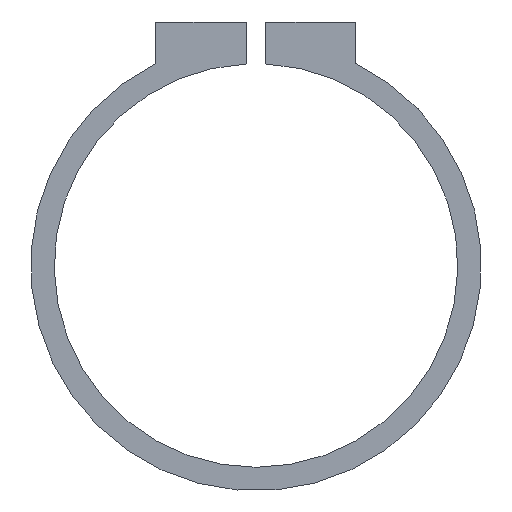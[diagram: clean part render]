
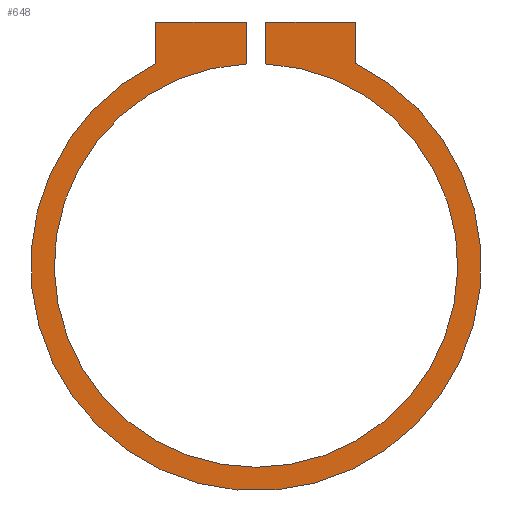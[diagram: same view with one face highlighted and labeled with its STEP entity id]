
A CAD part, front view. The second image highlights one B-rep face of the part: STEP entity #648.
In plain terms, the highlighted planar face has unit normal (0, -1, 0).
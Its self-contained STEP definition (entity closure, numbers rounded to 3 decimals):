
#75=LINE('',#1027,#151);
#82=LINE('',#1040,#158);
#86=LINE('',#1047,#162);
#88=LINE('',#1052,#164);
#92=LINE('',#1060,#168);
#96=LINE('',#1072,#172);
#151=VECTOR('',#822,10.);
#158=VECTOR('',#835,10.);
#162=VECTOR('',#841,10.);
#164=VECTOR('',#845,10.);
#168=VECTOR('',#851,10.);
#172=VECTOR('',#867,10.);
#198=PLANE('',#706);
#227=FACE_OUTER_BOUND('',#260,.T.);
#260=EDGE_LOOP('',(#611,#612,#613,#614,#615,#616,#617,#618));
#274=CIRCLE('',#701,57.5);
#275=CIRCLE('',#703,51.5);
#326=VERTEX_POINT('',#1024);
#327=VERTEX_POINT('',#1026);
#329=VERTEX_POINT('',#1038);
#330=VERTEX_POINT('',#1039);
#333=VERTEX_POINT('',#1050);
#334=VERTEX_POINT('',#1051);
#337=VERTEX_POINT('',#1059);
#339=VERTEX_POINT('',#1068);
#406=EDGE_CURVE('',#327,#326,#75,.T.);
#414=EDGE_CURVE('',#329,#330,#82,.T.);
#418=EDGE_CURVE('',#326,#329,#86,.T.);
#420=EDGE_CURVE('',#333,#334,#88,.T.);
#424=EDGE_CURVE('',#337,#333,#92,.T.);
#428=EDGE_CURVE('',#337,#330,#274,.T.);
#429=EDGE_CURVE('',#339,#327,#275,.T.);
#431=EDGE_CURVE('',#334,#339,#96,.T.);
#611=ORIENTED_EDGE('',*,*,#431,.T.);
#612=ORIENTED_EDGE('',*,*,#429,.T.);
#613=ORIENTED_EDGE('',*,*,#406,.T.);
#614=ORIENTED_EDGE('',*,*,#418,.T.);
#615=ORIENTED_EDGE('',*,*,#414,.T.);
#616=ORIENTED_EDGE('',*,*,#428,.F.);
#617=ORIENTED_EDGE('',*,*,#424,.T.);
#618=ORIENTED_EDGE('',*,*,#420,.T.);
#648=ADVANCED_FACE('',(#227),#198,.F.);
#701=AXIS2_PLACEMENT_3D('',#1066,#858,#859);
#703=AXIS2_PLACEMENT_3D('',#1069,#862,#863);
#706=AXIS2_PLACEMENT_3D('',#1075,#871,#872);
#822=DIRECTION('',(0.,0.,1.));
#835=DIRECTION('',(0.,0.,-1.));
#841=DIRECTION('',(-1.,0.,0.));
#845=DIRECTION('',(-1.,0.,0.));
#851=DIRECTION('',(0.,0.,1.));
#858=DIRECTION('center_axis',(0.,1.,0.));
#859=DIRECTION('ref_axis',(1.,0.,0.));
#862=DIRECTION('center_axis',(0.,1.,0.));
#863=DIRECTION('ref_axis',(1.,0.,0.));
#867=DIRECTION('',(0.,0.,-1.));
#871=DIRECTION('center_axis',(0.,1.,0.));
#872=DIRECTION('ref_axis',(1.,0.,0.));
#1024=CARTESIAN_POINT('',(-2.5,0.,62.139));
#1026=CARTESIAN_POINT('',(-2.5,0.,51.439));
#1027=CARTESIAN_POINT('',(-2.5,0.,0.));
#1038=CARTESIAN_POINT('',(-25.573,0.,62.139));
#1039=CARTESIAN_POINT('',(-25.573,0.,51.5));
#1040=CARTESIAN_POINT('',(-25.573,0.,62.139));
#1047=CARTESIAN_POINT('',(25.341,0.,62.139));
#1050=CARTESIAN_POINT('',(25.341,0.,62.139));
#1051=CARTESIAN_POINT('',(2.5,0.,62.139));
#1052=CARTESIAN_POINT('',(25.341,0.,62.139));
#1059=CARTESIAN_POINT('',(25.341,0.,51.615));
#1060=CARTESIAN_POINT('',(25.341,0.,51.5));
#1066=CARTESIAN_POINT('Origin',(0.,0.,0.));
#1068=CARTESIAN_POINT('',(2.5,0.,51.439));
#1069=CARTESIAN_POINT('Origin',(0.,0.,0.));
#1072=CARTESIAN_POINT('',(2.5,0.,73.21));
#1075=CARTESIAN_POINT('Origin',(0.,0.,-0.027));
